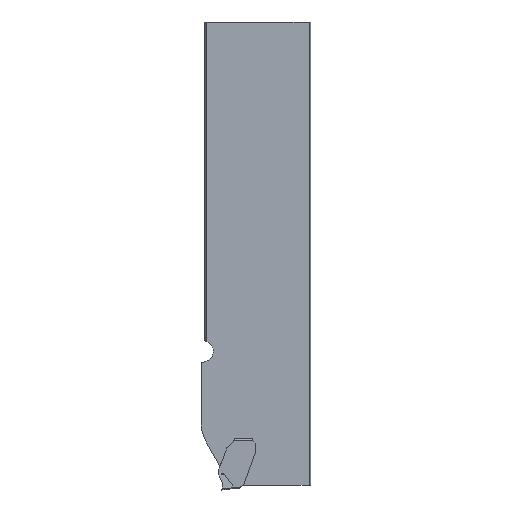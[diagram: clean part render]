
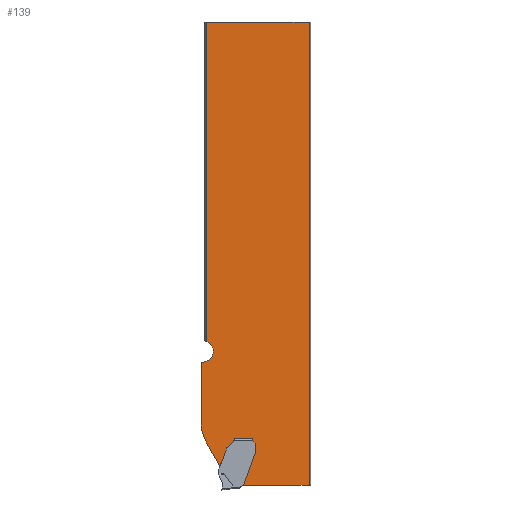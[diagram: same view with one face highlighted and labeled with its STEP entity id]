
A CAD part, left-side view. The second image highlights one B-rep face of the part: STEP entity #139.
In plain terms, the highlighted planar face has unit normal (-1, 0, 0).
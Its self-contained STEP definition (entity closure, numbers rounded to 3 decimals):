
#139=ADVANCED_FACE('SHANKHEAD_FACE_LEFT',(#237),#202,.T.);
#202=PLANE('',#1378);
#237=FACE_OUTER_BOUND('',#300,.T.);
#300=EDGE_LOOP('',(#420,#421,#422,#423,#424,#425,#426,#427,#428,#429,#430,
#431,#432,#433,#434,#435,#436,#437,#438,#439,#440));
#363=B_SPLINE_CURVE_WITH_KNOTS('',3,(#1825,#1826,#1827,#1828,#1829,#1830,
#1831,#1832,#1833,#1834,#1835,#1836,#1837,#1838,#1839,#1840,#1841,#1842,
#1843,#1844,#1845),.UNSPECIFIED.,.F.,.F.,(4,1,1,1,1,1,1,1,1,1,1,1,1,1,1,
1,1,1,4),(0.,0.017,0.03,0.042,0.046,
0.049,0.055,0.062,0.068,
0.081,0.094,0.12,0.172,
0.224,0.275,0.379,0.586,0.793,
1.),.UNSPECIFIED.);
#364=B_SPLINE_CURVE_WITH_KNOTS('',3,(#1851,#1852,#1853,#1854,#1855,#1856,
#1857,#1858,#1859,#1860,#1861,#1862,#1863,#1864,#1865,#1866),
 .UNSPECIFIED.,.F.,.F.,(4,1,1,1,1,1,1,1,1,1,1,1,1,4),(0.,0.175,
0.45,0.725,0.759,0.776,
0.785,0.794,0.862,0.931,
0.948,0.957,0.966,1.),.UNSPECIFIED.);
#392=CIRCLE('',#1372,2.5);
#393=CIRCLE('',#1373,10.);
#394=CIRCLE('',#1374,0.3);
#395=CIRCLE('',#1375,0.55);
#396=CIRCLE('',#1376,0.7);
#397=CIRCLE('',#1377,0.3);
#420=ORIENTED_EDGE('',*,*,#892,.F.);
#421=ORIENTED_EDGE('',*,*,#893,.T.);
#422=ORIENTED_EDGE('',*,*,#894,.T.);
#423=ORIENTED_EDGE('',*,*,#895,.T.);
#424=ORIENTED_EDGE('',*,*,#896,.T.);
#425=ORIENTED_EDGE('',*,*,#897,.T.);
#426=ORIENTED_EDGE('',*,*,#898,.T.);
#427=ORIENTED_EDGE('',*,*,#899,.F.);
#428=ORIENTED_EDGE('',*,*,#900,.F.);
#429=ORIENTED_EDGE('',*,*,#901,.T.);
#430=ORIENTED_EDGE('',*,*,#902,.F.);
#431=ORIENTED_EDGE('',*,*,#903,.F.);
#432=ORIENTED_EDGE('',*,*,#904,.T.);
#433=ORIENTED_EDGE('',*,*,#905,.F.);
#434=ORIENTED_EDGE('',*,*,#906,.F.);
#435=ORIENTED_EDGE('',*,*,#907,.F.);
#436=ORIENTED_EDGE('',*,*,#908,.F.);
#437=ORIENTED_EDGE('',*,*,#909,.F.);
#438=ORIENTED_EDGE('',*,*,#910,.T.);
#439=ORIENTED_EDGE('',*,*,#911,.T.);
#440=ORIENTED_EDGE('',*,*,#912,.T.);
#774=VERTEX_POINT('',#1813);
#775=VERTEX_POINT('',#1814);
#776=VERTEX_POINT('',#1816);
#777=VERTEX_POINT('',#1818);
#778=VERTEX_POINT('',#1820);
#779=VERTEX_POINT('',#1822);
#780=VERTEX_POINT('',#1824);
#781=VERTEX_POINT('',#1846);
#782=VERTEX_POINT('',#1848);
#783=VERTEX_POINT('',#1850);
#784=VERTEX_POINT('',#1867);
#785=VERTEX_POINT('',#1869);
#786=VERTEX_POINT('',#1871);
#787=VERTEX_POINT('',#1873);
#788=VERTEX_POINT('',#1875);
#789=VERTEX_POINT('',#1877);
#790=VERTEX_POINT('',#1879);
#791=VERTEX_POINT('',#1881);
#792=VERTEX_POINT('',#1883);
#793=VERTEX_POINT('',#1885);
#794=VERTEX_POINT('',#1887);
#892=EDGE_CURVE('',#774,#775,#1069,.T.);
#893=EDGE_CURVE('',#774,#776,#392,.T.);
#894=EDGE_CURVE('',#776,#777,#1070,.T.);
#895=EDGE_CURVE('',#777,#778,#1071,.T.);
#896=EDGE_CURVE('',#778,#779,#393,.T.);
#897=EDGE_CURVE('',#779,#780,#1072,.T.);
#898=EDGE_CURVE('',#780,#781,#363,.T.);
#899=EDGE_CURVE('',#782,#781,#1073,.T.);
#900=EDGE_CURVE('',#783,#782,#394,.T.);
#901=EDGE_CURVE('',#783,#784,#364,.T.);
#902=EDGE_CURVE('',#785,#784,#1074,.T.);
#903=EDGE_CURVE('',#786,#785,#1075,.T.);
#904=EDGE_CURVE('',#786,#787,#395,.T.);
#905=EDGE_CURVE('',#788,#787,#1076,.T.);
#906=EDGE_CURVE('',#789,#788,#396,.T.);
#907=EDGE_CURVE('',#790,#789,#1077,.T.);
#908=EDGE_CURVE('',#791,#790,#397,.T.);
#909=EDGE_CURVE('',#792,#791,#1078,.T.);
#910=EDGE_CURVE('',#792,#793,#1079,.T.);
#911=EDGE_CURVE('',#793,#794,#1080,.T.);
#912=EDGE_CURVE('',#794,#775,#1081,.T.);
#1069=LINE('',#1812,#1180);
#1070=LINE('',#1817,#1181);
#1071=LINE('',#1819,#1182);
#1072=LINE('',#1823,#1183);
#1073=LINE('',#1847,#1184);
#1074=LINE('',#1868,#1185);
#1075=LINE('',#1870,#1186);
#1076=LINE('',#1874,#1187);
#1077=LINE('',#1878,#1188);
#1078=LINE('',#1882,#1189);
#1079=LINE('',#1884,#1190);
#1080=LINE('',#1886,#1191);
#1081=LINE('',#1888,#1192);
#1180=VECTOR('',#1483,1.);
#1181=VECTOR('',#1486,1.);
#1182=VECTOR('',#1487,1.);
#1183=VECTOR('',#1490,1.);
#1184=VECTOR('',#1491,1.);
#1185=VECTOR('',#1494,1.);
#1186=VECTOR('',#1495,1.);
#1187=VECTOR('',#1498,1.);
#1188=VECTOR('',#1501,1.);
#1189=VECTOR('',#1504,1.);
#1190=VECTOR('',#1505,1.);
#1191=VECTOR('',#1506,1.);
#1192=VECTOR('',#1507,1.);
#1372=AXIS2_PLACEMENT_3D('',#1815,#1484,#1485);
#1373=AXIS2_PLACEMENT_3D('',#1821,#1488,#1489);
#1374=AXIS2_PLACEMENT_3D('',#1849,#1492,#1493);
#1375=AXIS2_PLACEMENT_3D('',#1872,#1496,#1497);
#1376=AXIS2_PLACEMENT_3D('',#1876,#1499,#1500);
#1377=AXIS2_PLACEMENT_3D('',#1880,#1502,#1503);
#1378=AXIS2_PLACEMENT_3D('',#1889,#1508,#1509);
#1483=DIRECTION('',(0.,0.,1.));
#1484=DIRECTION('',(1.,0.,0.));
#1485=DIRECTION('',(0.,1.,0.));
#1486=DIRECTION('',(0.,0.966,-0.259));
#1487=DIRECTION('',(0.,0.,-1.));
#1488=DIRECTION('',(-1.,0.,0.));
#1489=DIRECTION('',(0.,1.,0.));
#1490=DIRECTION('',(0.,-0.5,-0.866));
#1491=DIRECTION('',(0.,0.342,-0.94));
#1492=DIRECTION('',(-1.,0.,0.));
#1493=DIRECTION('',(0.,1.,0.));
#1494=DIRECTION('',(0.,1.,0.));
#1495=DIRECTION('',(0.,0.,1.));
#1496=DIRECTION('',(-1.,0.,0.));
#1497=DIRECTION('',(0.,1.,0.));
#1498=DIRECTION('',(0.,0.707,0.707));
#1499=DIRECTION('',(-1.,0.,0.));
#1500=DIRECTION('',(0.,1.,0.));
#1501=DIRECTION('',(0.,0.,1.));
#1502=DIRECTION('',(-1.,0.,0.));
#1503=DIRECTION('',(0.,1.,0.));
#1504=DIRECTION('',(0.,-0.342,0.94));
#1505=DIRECTION('',(0.,-1.,0.));
#1506=DIRECTION('',(0.,0.,1.));
#1507=DIRECTION('',(0.,1.,0.));
#1508=DIRECTION('',(-1.,0.,0.));
#1509=DIRECTION('',(0.,1.,0.));
#1812=CARTESIAN_POINT('',(-3.35,25.002,-85.14));
#1813=CARTESIAN_POINT('',(-3.35,25.002,-75.067));
#1814=CARTESIAN_POINT('',(-3.35,25.002,0.));
#1815=CARTESIAN_POINT('',(-3.35,25.9,-77.4));
#1816=CARTESIAN_POINT('',(-3.35,25.253,-79.815));
#1817=CARTESIAN_POINT('',(-3.35,40.2,-83.82));
#1818=CARTESIAN_POINT('',(-3.35,26.3,-80.095));
#1819=CARTESIAN_POINT('',(-3.35,26.3,-124.685));
#1820=CARTESIAN_POINT('',(-3.35,26.3,-93.967));
#1821=CARTESIAN_POINT('',(-3.35,16.3,-93.967));
#1822=CARTESIAN_POINT('',(-3.35,24.96,-98.967));
#1823=CARTESIAN_POINT('',(-3.35,14.896,-116.398));
#1824=CARTESIAN_POINT('',(-3.35,21.815,-104.415));
#1825=CARTESIAN_POINT('',(-3.35,21.961,-104.634));
#1826=CARTESIAN_POINT('',(-3.35,21.954,-104.628));
#1827=CARTESIAN_POINT('',(-3.35,21.942,-104.617));
#1828=CARTESIAN_POINT('',(-3.35,21.925,-104.6));
#1829=CARTESIAN_POINT('',(-3.35,21.913,-104.588));
#1830=CARTESIAN_POINT('',(-3.35,21.906,-104.58));
#1831=CARTESIAN_POINT('',(-3.35,21.901,-104.575));
#1832=CARTESIAN_POINT('',(-3.35,21.895,-104.568));
#1833=CARTESIAN_POINT('',(-3.35,21.889,-104.559));
#1834=CARTESIAN_POINT('',(-3.35,21.881,-104.547));
#1835=CARTESIAN_POINT('',(-3.35,21.872,-104.531));
#1836=CARTESIAN_POINT('',(-3.35,21.858,-104.505));
#1837=CARTESIAN_POINT('',(-3.35,21.835,-104.459));
#1838=CARTESIAN_POINT('',(-3.35,21.805,-104.393));
#1839=CARTESIAN_POINT('',(-3.35,21.77,-104.313));
#1840=CARTESIAN_POINT('',(-3.35,21.725,-104.205));
#1841=CARTESIAN_POINT('',(-3.35,21.649,-104.015));
#1842=CARTESIAN_POINT('',(-3.35,21.544,-103.743));
#1843=CARTESIAN_POINT('',(-3.35,21.421,-103.415));
#1844=CARTESIAN_POINT('',(-3.35,21.341,-103.196));
#1845=CARTESIAN_POINT('',(-3.35,21.301,-103.086));
#1846=CARTESIAN_POINT('',(-3.35,21.301,-103.086));
#1847=CARTESIAN_POINT('',(-3.35,29.173,-124.713));
#1848=CARTESIAN_POINT('',(-3.35,20.219,-100.112));
#1849=CARTESIAN_POINT('',(-3.35,19.937,-100.215));
#1850=CARTESIAN_POINT('',(-3.35,20.149,-100.003));
#1851=CARTESIAN_POINT('',(-3.35,20.149,-100.003));
#1852=CARTESIAN_POINT('',(-3.35,20.039,-99.893));
#1853=CARTESIAN_POINT('',(-3.35,19.755,-99.609));
#1854=CARTESIAN_POINT('',(-3.35,19.297,-99.151));
#1855=CARTESIAN_POINT('',(-3.35,18.928,-98.782));
#1856=CARTESIAN_POINT('',(-3.35,18.722,-98.576));
#1857=CARTESIAN_POINT('',(-3.35,18.684,-98.538));
#1858=CARTESIAN_POINT('',(-3.35,18.662,-98.516));
#1859=CARTESIAN_POINT('',(-3.35,18.611,-98.461));
#1860=CARTESIAN_POINT('',(-3.35,18.533,-98.354));
#1861=CARTESIAN_POINT('',(-3.35,18.48,-98.224));
#1862=CARTESIAN_POINT('',(-3.35,18.459,-98.143));
#1863=CARTESIAN_POINT('',(-3.35,18.453,-98.113));
#1864=CARTESIAN_POINT('',(-3.35,18.445,-98.068));
#1865=CARTESIAN_POINT('',(-3.35,18.438,-98.03));
#1866=CARTESIAN_POINT('',(-3.35,18.433,-98.));
#1867=CARTESIAN_POINT('',(-3.35,18.433,-98.));
#1868=CARTESIAN_POINT('',(-3.35,29.25,-98.));
#1869=CARTESIAN_POINT('',(-3.35,14.15,-98.));
#1870=CARTESIAN_POINT('',(-3.35,14.15,-124.685));
#1871=CARTESIAN_POINT('',(-3.35,14.15,-98.2));
#1872=CARTESIAN_POINT('',(-3.35,13.6,-98.2));
#1873=CARTESIAN_POINT('',(-3.35,13.989,-98.589));
#1874=CARTESIAN_POINT('',(-3.35,8.571,-104.006));
#1875=CARTESIAN_POINT('',(-3.35,13.605,-98.973));
#1876=CARTESIAN_POINT('',(-3.35,14.1,-99.468));
#1877=CARTESIAN_POINT('',(-3.35,13.4,-99.468));
#1878=CARTESIAN_POINT('',(-3.35,13.4,-124.685));
#1879=CARTESIAN_POINT('',(-3.35,13.4,-100.749));
#1880=CARTESIAN_POINT('',(-3.35,13.7,-100.749));
#1881=CARTESIAN_POINT('',(-3.35,13.418,-100.852));
#1882=CARTESIAN_POINT('',(-3.35,22.93,-126.985));
#1883=CARTESIAN_POINT('',(-3.35,16.344,-108.891));
#1884=CARTESIAN_POINT('',(-3.35,29.25,-108.891));
#1885=CARTESIAN_POINT('',(-3.35,0.898,-108.891));
#1886=CARTESIAN_POINT('',(-3.35,0.898,-121.));
#1887=CARTESIAN_POINT('',(-3.35,0.898,0.));
#1888=CARTESIAN_POINT('',(-3.35,29.25,0.));
#1889=CARTESIAN_POINT('',(-3.35,29.25,-124.685));
